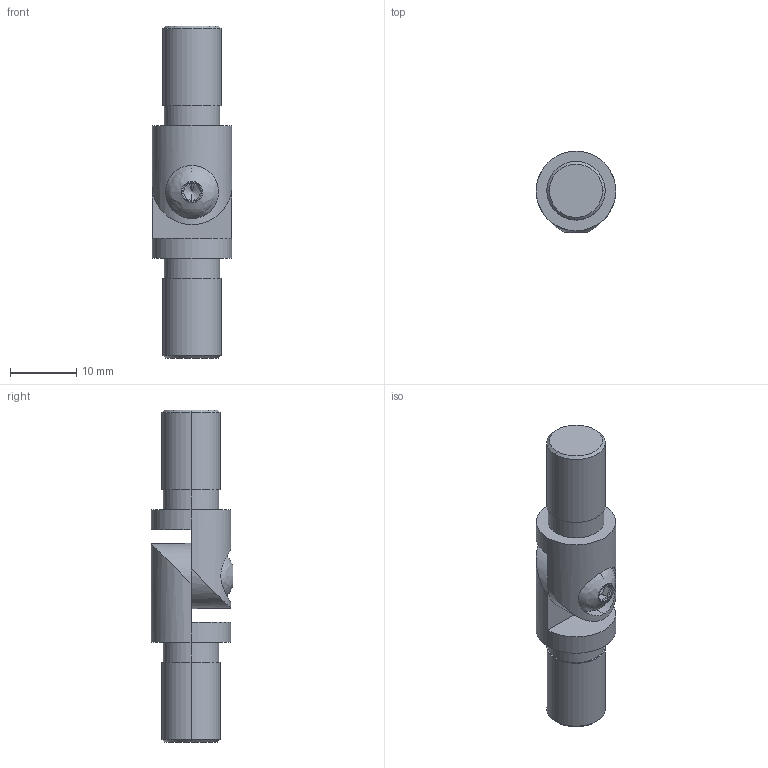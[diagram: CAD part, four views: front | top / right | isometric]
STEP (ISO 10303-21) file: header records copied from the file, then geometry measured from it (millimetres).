
FILE_DESCRIPTION (( 'STEP AP203' ), '1' );
FILE_NAME ('A_0302-012-C.STEP', '2023-11-06T11:45:24', ( '' ), ( '' ), 'SwSTEP 2.0', 'SolidWorks 2019', '' );
FILE_SCHEMA (( 'CONFIG_CONTROL_DESIGN' ));
Length unit declared in the file: millimetre
Products named in the file (5): SKRUTKA stn iso 7380_M4x6; 50428-240GL Teil1; ISO7380_Rundkopfschraube mit Innensechskant_M4x6; A_0302-012-C; 50428-240GL Teil2
Assembly tree (4 placements, depth 2):
  A_0302-012-C
    50428-240GL Teil1
    50428-240GL Teil2
    ISO7380_Rundkopfschraube mit Innensechskant_M4x6
    SKRUTKA stn iso 7380_M4x6
Bounding box: 12 x 12.3 x 50 mm (x, y, z)
Volume: 3766.7 mm3; surface area: 2663.8 mm2
Topology: 4 solids, 4 shells, 92 faces, 181 edges, 103 vertices
Faces by surface type: plane 36, cone 27, cylinder 26, torus 2, bspline 1
Entity records: 2993 total; most frequent: CARTESIAN_POINT 595, DIRECTION 433, ORIENTED_EDGE 350, AXIS2_PLACEMENT_3D 179, EDGE_CURVE 175, EDGE_LOOP 106, VERTEX_POINT 103, ADVANCED_FACE 92
